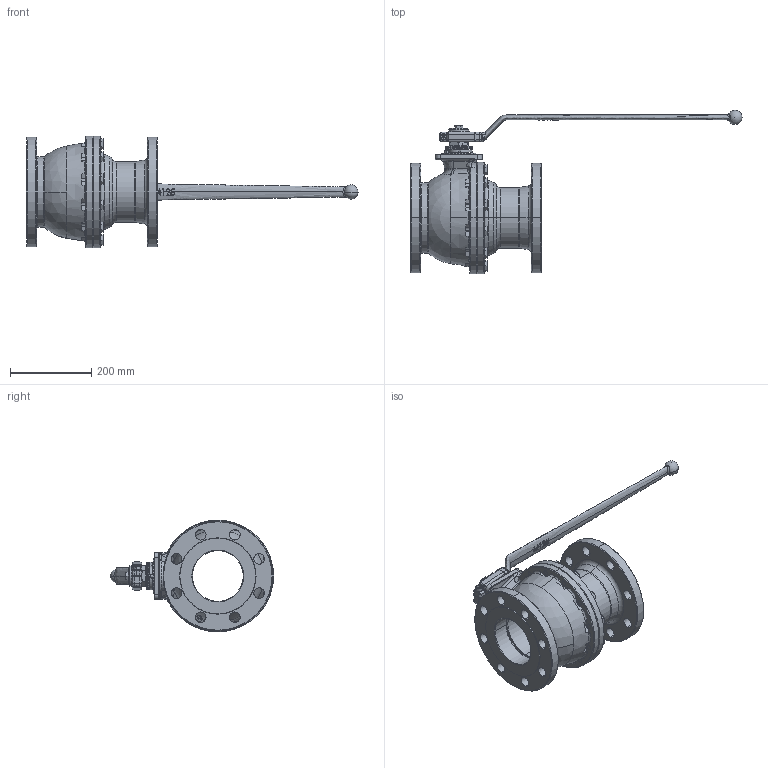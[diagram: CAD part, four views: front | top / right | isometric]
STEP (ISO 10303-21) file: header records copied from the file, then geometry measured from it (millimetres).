
FILE_DESCRIPTION (( 'STEP AP203' ), '1' );
FILE_NAME ('Fig.540 DN-125 TYPE B + WRENCH.STEP', '2021-03-15T09:26:39', ( '' ), ( '' ), 'SwSTEP 2.0', 'SolidWorks 2020', '' );
FILE_SCHEMA (( 'CONFIG_CONTROL_DESIGN' ));
Length unit declared in the file: millimetre
Products named in the file (1): Fig.540 DN-125 TYPE B + WRENCH
Bounding box: 817.5 x 402.27 x 275 mm (x, y, z)
Volume: 7967852.7 mm3; surface area: 1119544 mm2
Topology: 38 solids, 38 shells, 1346 faces, 3261 edges, 1990 vertices
Faces by surface type: plane 460, cylinder 391, cone 258, bspline 108, torus 99, sphere 30
Entity records: 52152 total; most frequent: CARTESIAN_POINT 21260, ORIENTED_EDGE 6448, DIRECTION 6437, EDGE_CURVE 3224, AXIS2_PLACEMENT_3D 2652, VERTEX_POINT 1985, EDGE_LOOP 1511, CIRCLE 1413
